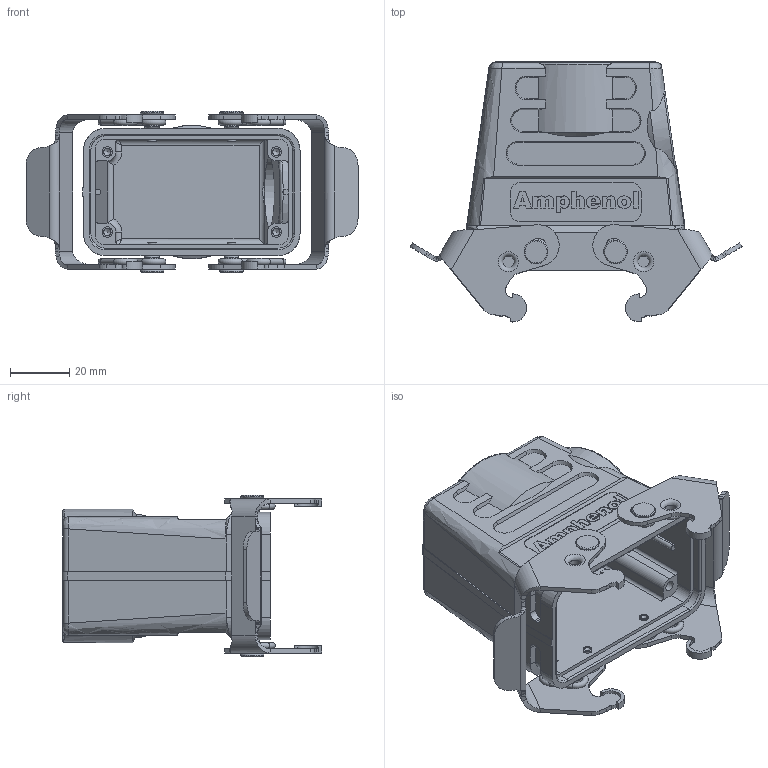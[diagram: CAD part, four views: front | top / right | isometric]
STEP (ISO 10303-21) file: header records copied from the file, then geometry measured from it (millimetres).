
FILE_DESCRIPTION(/* description */ (''),/* implementation_level */ '2;1');
FILE_NAME(/* name */ 'C146_21R010_552_8.stp',/* time_stamp */ '2016-04-05T15:42:39+02:00',/* author */ (''),/* organization */ (''),/* preprocessor_version */ 'ST-DEVELOPER v15',/* originating_system */ 'SIEMENS PLM Software NX 9.0',/* authorisation */ '');
FILE_SCHEMA (('CONFIG_CONTROL_DESIGN'));
Length unit declared in the file: millimetre
Products named in the file (1): c3d-c146 21r010 552 8nxm001-01
Bounding box: 111.98 x 87.66 x 54.4 mm (x, y, z)
Volume: 57145 mm3; surface area: 45691.9 mm2
Topology: 1 solids, 1 shells, 641 faces, 1762 edges, 1132 vertices
Faces by surface type: plane 286, cylinder 177, bspline 77, torus 42, cone 32, extrusion 27
Full cylindrical faces by diameter (mm): 2.04 x4, 2.5 x4, 2.51 x4, 2.95 x4, 3 x4, 3.5 x4, 3.8 x4, 4.8 x4, 4.9 x4, 8 x4, 23.539 x1
Entity records: 23381 total; most frequent: CARTESIAN_POINT 8214, ORIENTED_EDGE 3254, DIRECTION 2849, EDGE_CURVE 1627, VERTEX_POINT 1096, AXIS2_PLACEMENT_3D 1023, VECTOR 803, EDGE_LOOP 779
